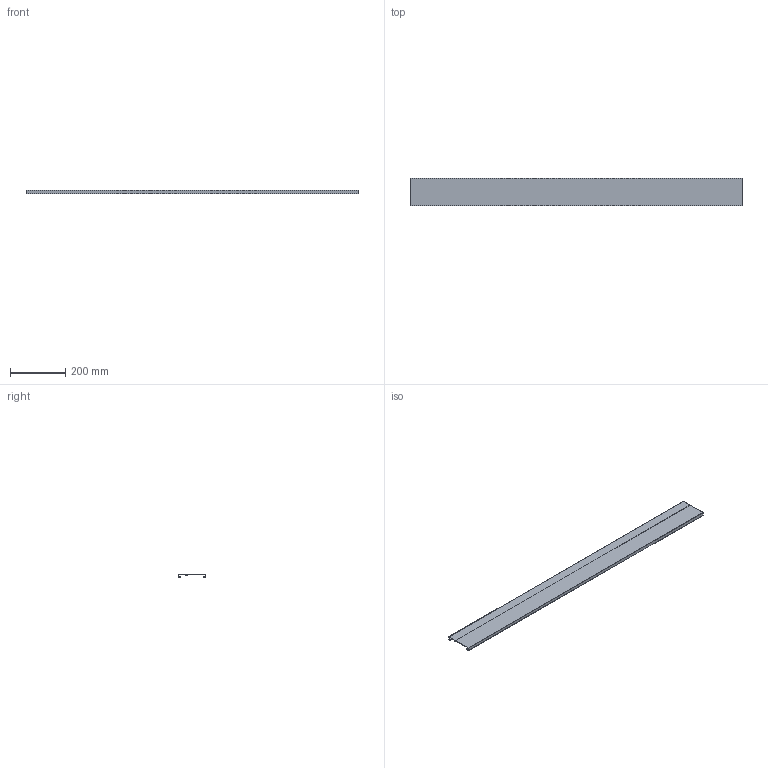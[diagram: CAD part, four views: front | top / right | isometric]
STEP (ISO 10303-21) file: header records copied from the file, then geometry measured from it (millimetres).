
FILE_DESCRIPTION (( 'STEP AP214' ), '1' );
FILE_NAME ('F004537,F004538_3D.step', '2023-08-22T10:58:08', ( '' ), ( '' ), 'SwSTEP 2.0', 'SolidWorks 2020', '' );
FILE_SCHEMA (( 'AUTOMOTIVE_DESIGN' ));
Length unit declared in the file: millimetre
Products named in the file (1): F004537,F004538_3D
Bounding box: 1200 x 100 x 12.77 mm (x, y, z)
Volume: 241702.2 mm3; surface area: 374907.8 mm2
Topology: 2 solids, 2 shells, 35 faces, 93 edges, 62 vertices
Faces by surface type: plane 25, cylinder 10
Entity records: 1130 total; most frequent: CARTESIAN_POINT 191, ORIENTED_EDGE 186, DIRECTION 185, EDGE_CURVE 93, VECTOR 73, LINE 73, VERTEX_POINT 62, AXIS2_PLACEMENT_3D 56
